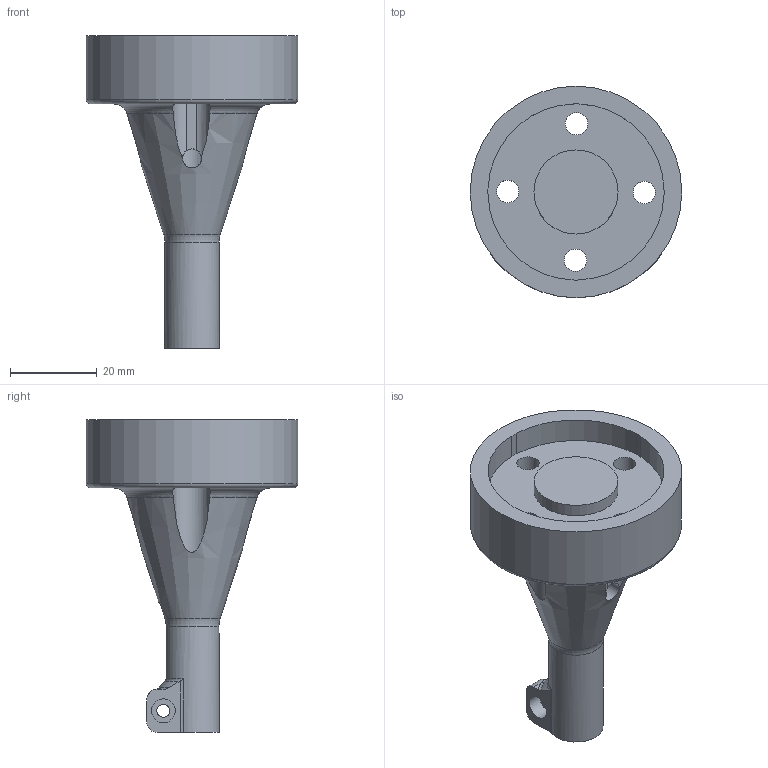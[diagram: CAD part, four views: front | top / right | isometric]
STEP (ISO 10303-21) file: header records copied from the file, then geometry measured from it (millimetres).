
FILE_DESCRIPTION((''),'2;1');
FILE_NAME('Open CASCADE Shape Model','2024-08-01T14:08:30',(''),(''), 'Open CASCADE STEP processor 7.6','SIEMENS PLM Software NX 12.0', 'Unknown');
FILE_SCHEMA(('AUTOMOTIVE_DESIGN_CC2 { 1 2 10303 214 -1 1 5 4 }'));
Length unit declared in the file: millimetre
Products named in the file (1): geor4FA061AFbly1
Bounding box: 48.8 x 48.8 x 72.2 mm (x, y, z)
Volume: 34253.8 mm3; surface area: 12359.4 mm2
Topology: 1 solids, 1 shells, 94 faces, 261 edges, 173 vertices
Faces by surface type: plane 42, cylinder 37, torus 10, cone 3, bspline 2
Full cylindrical faces by diameter (mm): 3 x2, 4.4 x2, 5.15 x4, 5.5 x1, 7.5 x1, 8.6 x2, 19.4 x1, 48.8 x1
Entity records: 3479 total; most frequent: CARTESIAN_POINT 1034, ORIENTED_EDGE 522, DIRECTION 499, EDGE_CURVE 261, AXIS2_PLACEMENT_3D 203, VERTEX_POINT 173, FACE_BOUND 112, EDGE_LOOP 112
